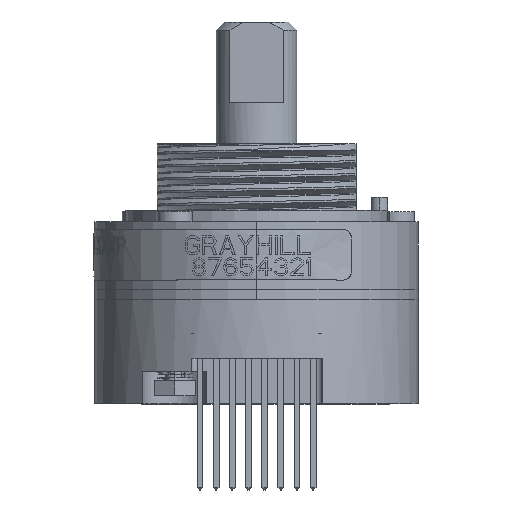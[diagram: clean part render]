
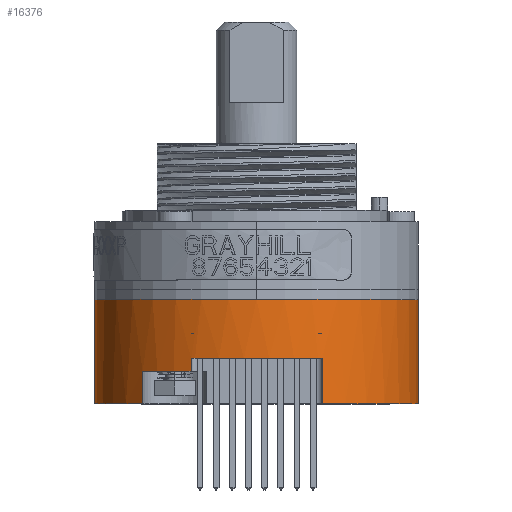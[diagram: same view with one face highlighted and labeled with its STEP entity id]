
A CAD part, top view. The second image highlights one B-rep face of the part: STEP entity #16376.
In plain terms, the highlighted cylindrical face has radius 12.7 mm (diameter 25.4 mm), a partial arc.
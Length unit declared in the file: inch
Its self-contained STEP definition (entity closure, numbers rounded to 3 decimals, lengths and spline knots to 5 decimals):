
#13514=CARTESIAN_POINT('',(0.,-0.353,0.));
#13515=DIRECTION('',(0.,-1.,0.));
#13516=DIRECTION('',(1.,0.,0.));
#13517=AXIS2_PLACEMENT_3D('',#13514,#13515,#13516);
#13534=CARTESIAN_POINT('',(0.,-0.353,0.));
#13535=DIRECTION('',(0.,-1.,0.));
#13536=DIRECTION('',(-0.704,0.,0.71));
#13537=AXIS2_PLACEMENT_3D('',#13534,#13535,#13536);
#14024=DIRECTION('',(0.,-1.,0.));
#14025=VECTOR('',#14024,0.14004);
#14026=CARTESIAN_POINT('',(0.2025,-0.21296,0.45716));
#14027=LINE('',#14026,#14025);
#14162=DIRECTION('',(0.,-1.,0.));
#14163=VECTOR('',#14162,0.04004);
#14164=CARTESIAN_POINT('',(-0.2025,-0.21296,0.45716));
#14165=LINE('',#14164,#14163);
#14166=DIRECTION('',(0.,-1.,0.));
#14167=VECTOR('',#14166,0.1);
#14168=CARTESIAN_POINT('',(-0.35222,-0.253,0.35488));
#14169=LINE('',#14168,#14167);
#14170=CARTESIAN_POINT('',(0.,-0.031,0.));
#14171=DIRECTION('',(0.,1.,0.));
#14172=DIRECTION('',(-1.,0.,0.));
#14173=AXIS2_PLACEMENT_3D('',#14170,#14171,#14172);
#14175=DIRECTION('',(0.,-1.,0.));
#14176=VECTOR('',#14175,0.322);
#14177=CARTESIAN_POINT('',(0.5,-0.031,0.));
#14178=LINE('',#14177,#14176);
#14194=CARTESIAN_POINT('',(0.19022,-0.213,0.4624));
#14195=CARTESIAN_POINT('',(0.19159,-0.213,0.46184));
#14196=CARTESIAN_POINT('',(0.19433,-0.21299,
0.4607));
#14197=CARTESIAN_POINT('',(0.19842,-0.21297,
0.45895));
#14198=CARTESIAN_POINT('',(0.20114,-0.21296,
0.45776));
#14199=CARTESIAN_POINT('',(0.2025,-0.21296,0.45716));
#14224=CARTESIAN_POINT('',(0.,-0.213,0.));
#14225=DIRECTION('',(0.,-1.,0.));
#14226=DIRECTION('',(0.38,0.,0.925));
#14227=AXIS2_PLACEMENT_3D('',#14224,#14225,#14226);
#14247=CARTESIAN_POINT('',(-0.2025,-0.21296,0.45716));
#14249=CARTESIAN_POINT('',(-0.2025,-0.21296,0.45716));
#14250=CARTESIAN_POINT('',(-0.20114,-0.21296,
0.45776));
#14251=CARTESIAN_POINT('',(-0.19842,-0.21297,
0.45895));
#14252=CARTESIAN_POINT('',(-0.19433,-0.21299,
0.4607));
#14253=CARTESIAN_POINT('',(-0.19159,-0.213,0.46184));
#14254=CARTESIAN_POINT('',(-0.19022,-0.213,0.4624));
#14296=CARTESIAN_POINT('',(0.,-0.253,0.));
#14297=DIRECTION('',(0.,1.,0.));
#14298=DIRECTION('',(-0.704,0.,0.71));
#14299=AXIS2_PLACEMENT_3D('',#14296,#14297,#14298);
#14327=DIRECTION('',(0.,-1.,0.));
#14328=VECTOR('',#14327,0.322);
#14329=CARTESIAN_POINT('',(-0.5,-0.031,0.));
#14330=LINE('',#14329,#14328);
#15299=CARTESIAN_POINT('',(-0.5,-0.031,0.));
#15300=CARTESIAN_POINT('',(0.5,-0.031,0.));
#15301=VERTEX_POINT('',#15299);
#15302=VERTEX_POINT('',#15300);
#15303=CARTESIAN_POINT('',(-0.5,-0.353,0.));
#15304=VERTEX_POINT('',#15303);
#15305=CARTESIAN_POINT('',(0.5,-0.353,0.));
#15306=VERTEX_POINT('',#15305);
#15335=CARTESIAN_POINT('',(-0.35222,-0.253,0.35488));
#15336=CARTESIAN_POINT('',(-0.35222,-0.353,0.35488));
#15337=VERTEX_POINT('',#15335);
#15338=VERTEX_POINT('',#15336);
#15371=CARTESIAN_POINT('',(0.2025,-0.353,0.45716));
#15372=VERTEX_POINT('',#15371);
#15373=CARTESIAN_POINT('',(-0.2025,-0.253,0.45716));
#15374=VERTEX_POINT('',#15373);
#15380=CARTESIAN_POINT('',(0.19021,-0.213,0.4624));
#15382=VERTEX_POINT('',#15380);
#15387=CARTESIAN_POINT('',(-0.1902,-0.213,0.4624));
#15388=VERTEX_POINT('',#15387);
#15391=VERTEX_POINT('',#14247);
#15392=VERTEX_POINT('',#14199);
#16350=CARTESIAN_POINT('',(0.,-0.031,0.));
#16351=DIRECTION('',(0.,-1.,0.));
#16352=DIRECTION('',(-1.,0.,0.));
#16353=AXIS2_PLACEMENT_3D('',#16350,#16351,#16352);
#16354=CYLINDRICAL_SURFACE('',#16353,0.5);
#16356=ORIENTED_EDGE('',*,*,#16355,.F.);
#16358=ORIENTED_EDGE('',*,*,#16357,.T.);
#16360=ORIENTED_EDGE('',*,*,#16359,.F.);
#16361=ORIENTED_EDGE('',*,*,#16258,.T.);
#16363=ORIENTED_EDGE('',*,*,#16362,.F.);
#16364=ORIENTED_EDGE('',*,*,#16342,.T.);
#16365=ORIENTED_EDGE('',*,*,#15904,.T.);
#16367=ORIENTED_EDGE('',*,*,#16366,.F.);
#16369=ORIENTED_EDGE('',*,*,#16368,.T.);
#16371=ORIENTED_EDGE('',*,*,#16370,.T.);
#16372=ORIENTED_EDGE('',*,*,#15892,.T.);
#16373=ORIENTED_EDGE('',*,*,#16194,.F.);
#16374=EDGE_LOOP('',(#16356,#16358,#16360,#16361,#16363,#16364,#16365,#16367,
#16369,#16371,#16372,#16373));
#16375=FACE_OUTER_BOUND('',#16374,.F.);
#16376=ADVANCED_FACE('',(#16375),#16354,.T.);
#13518=CIRCLE('',#13517,0.5);
#13538=CIRCLE('',#13537,0.5);
#14174=CIRCLE('',#14173,0.5);
#14200=B_SPLINE_CURVE_WITH_KNOTS('',3,(#14194,#14195,#14196,#14197,#14198,
#14199),.UNSPECIFIED.,.F.,.F.,(4,1,1,4),(0.,0.33333,
0.66667,1.),.UNSPECIFIED.);
#14228=CIRCLE('',#14227,0.5);
#14255=B_SPLINE_CURVE_WITH_KNOTS('',3,(#14249,#14250,#14251,#14252,#14253,
#14254),.UNSPECIFIED.,.F.,.F.,(4,1,1,4),(0.,0.33333,
0.66667,1.),.UNSPECIFIED.);
#14300=CIRCLE('',#14299,0.5);
#15892=EDGE_CURVE('',#15306,#15372,#13518,.T.);
#15904=EDGE_CURVE('',#15338,#15304,#13538,.T.);
#16194=EDGE_CURVE('',#15392,#15372,#14027,.T.);
#16258=EDGE_CURVE('',#15391,#15374,#14165,.T.);
#16342=EDGE_CURVE('',#15337,#15338,#14169,.T.);
#16355=EDGE_CURVE('',#15382,#15392,#14200,.T.);
#16357=EDGE_CURVE('',#15382,#15388,#14228,.T.);
#16359=EDGE_CURVE('',#15391,#15388,#14255,.T.);
#16362=EDGE_CURVE('',#15337,#15374,#14300,.T.);
#16366=EDGE_CURVE('',#15301,#15304,#14330,.T.);
#16368=EDGE_CURVE('',#15301,#15302,#14174,.T.);
#16370=EDGE_CURVE('',#15302,#15306,#14178,.T.);
